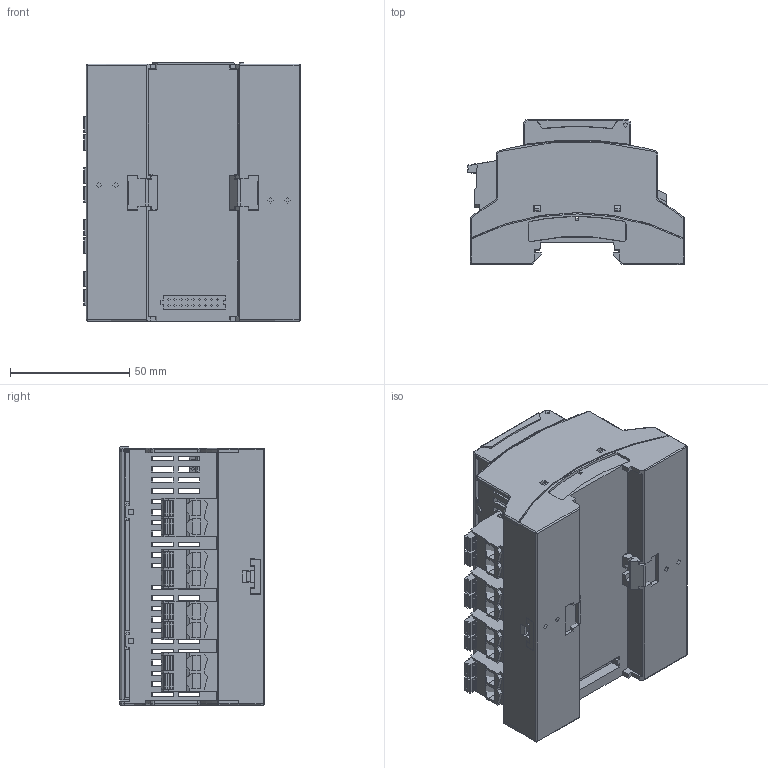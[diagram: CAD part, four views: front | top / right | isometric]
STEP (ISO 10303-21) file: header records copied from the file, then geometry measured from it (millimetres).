
FILE_DESCRIPTION(/* description */ ('IsoBlock Q'),/* implementation_level */ '2;1');
FILE_NAME(/* name */ 'IsoBlock Q-4.stp',/* time_stamp */ '2015-09-09T10:20:40-07:00',/* author */ ('Verivolt'),/* organization */ (''),/* preprocessor_version */ 'ST-DEVELOPER v16.1',/* originating_system */ 'Autodesk Inventor 2016',/* authorisation */ '');
FILE_SCHEMA (('AUTOMOTIVE_DESIGN { 1 0 10303 214 3 1 1 }'));
Products named in the file (13): BC_107.6_GEH-UT_HBUS__H.Select__00383663; Fussriegel_14.4_L30_Sperr_H.Select; 2896270; BC_107_6_DKL_R_H.Select__00385151; 2896173; BC_107_6_GEH-OT_U22_H.Select__00385067_modified_without_center_walls; 2896089; spta_1-2-3.5; 1752104; IsoBlock Q-4c PCB; 1792106; keystone-PN7701; IsoBlock Q-4
Assembly tree (20 placements, depth 3):
  IsoBlock Q-4
    2896270
      BC_107.6_GEH-UT_HBUS__H.Select__00383663
      Fussriegel_14.4_L30_Sperr_H.Select  x2
    2896173
      BC_107_6_DKL_R_H.Select__00385151
    2896089
      BC_107_6_GEH-OT_U22_H.Select__00385067_modified_without_center_walls
    1752104  x5
      spta_1-2-3.5
    IsoBlock Q-4c PCB
    1792106  x4
    keystone-PN7701
Bounding box: 90.68 x 60.7 x 108.2 mm (x, y, z)
Volume: 105510.4 mm3; surface area: 123926.7 mm2
Topology: 17 solids, 17 shells, 3818 faces, 10959 edges, 7238 vertices
Faces by surface type: plane 2804, cylinder 903, cone 43, bspline 38, torus 22, sphere 8
Full cylindrical faces by diameter (mm): 0.457 x9, 0.508 x250, 0.61 x5, 0.8 x32, 0.813 x68, 0.838 x2, 0.914 x12, 0.991 x18, 1 x28, 1.1 x20, 1.143 x10, 1.829 x3, 1.854 x12, 2 x4, 2.4 x6, 2.5 x8, 3 x10, 3.251 x15, 3.505 x3, 4.2 x2, 5.131 x1
Entity records: 93136 total; most frequent: CARTESIAN_POINT 18393, ORIENTED_EDGE 14634, DIRECTION 13965, EDGE_CURVE 7317, LINE 5879, VECTOR 5879, VERTEX_POINT 5153, EDGE_LOOP 4332
